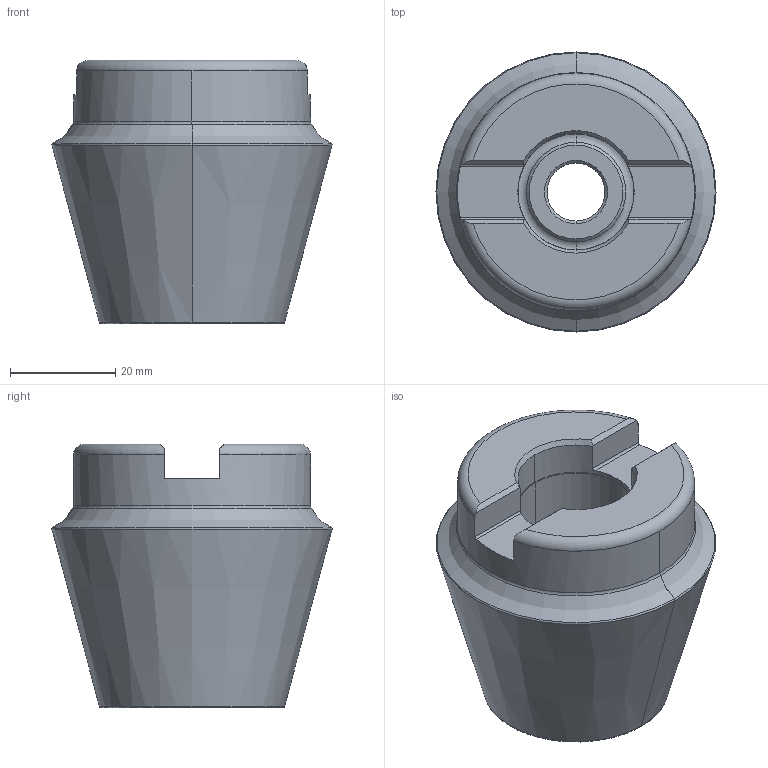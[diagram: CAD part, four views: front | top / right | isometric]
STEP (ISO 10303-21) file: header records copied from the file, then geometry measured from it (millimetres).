
FILE_DESCRIPTION((''),'2;1');
FILE_NAME('22L3R035050F1R00','2015-11-07T',('vitt'),(''),'PRO/ENGINEER BY PARAMETRIC TECHNOLOGY CORPORATION, 2011490','PRO/ENGINEER BY PARAMETRIC TECHNOLOGY CORPORATION, 2011490','');
FILE_SCHEMA(('AUTOMOTIVE_DESIGN { 1 2 10303 214 0 1 1 1 }'));
Length unit declared in the file: millimetre
Products named in the file (3): NOCUT; CUT; 22L3R035050F1R00
Assembly tree (2 placements, depth 2):
  22L3R035050F1R00
    NOCUT
    CUT
Bounding box: 53.16 x 53.16 x 50 mm (x, y, z)
Volume: 92336 mm3; surface area: 21943.1 mm2
Topology: 2 solids, 2 shells, 98 faces, 222 edges, 132 vertices
Faces by surface type: cone 22, torus 22, revolution 20, cylinder 18, plane 16
Entity records: 4922 total; most frequent: CARTESIAN_POINT 1825, DIRECTION 498, ORIENTED_EDGE 436, PRESENTATION_STYLE_ASSIGNMENT 230, STYLED_ITEM 230, CURVE_STYLE 228, EDGE_CURVE 218, AXIS2_PLACEMENT_3D 208
